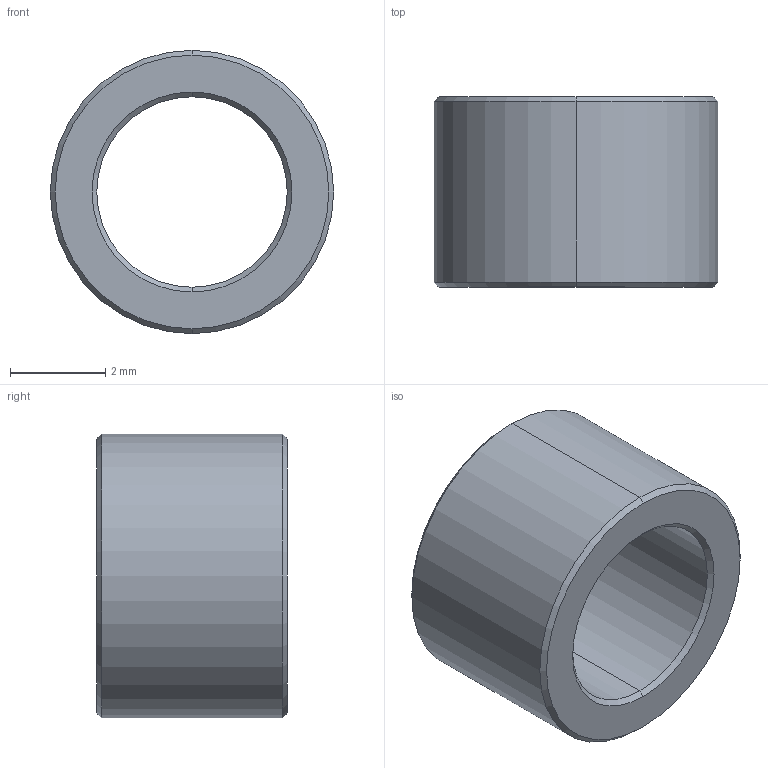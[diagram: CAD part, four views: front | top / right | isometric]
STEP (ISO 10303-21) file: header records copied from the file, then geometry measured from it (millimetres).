
FILE_DESCRIPTION (( 'STEP AP203' ), '1' );
FILE_NAME ('1502-0006-0004.STEP', '2017-04-06T18:49:53', ( '' ), ( '' ), 'SwSTEP 2.0', 'SolidWorks 2016', '' );
FILE_SCHEMA (( 'CONFIG_CONTROL_DESIGN' ));
Length unit declared in the file: millimetre
Products named in the file (1): 1502-0006-0004
Bounding box: 5.95 x 4 x 5.95 mm (x, y, z)
Volume: 60.6 mm3; surface area: 151.9 mm2
Topology: 1 solids, 1 shells, 14 faces, 28 edges, 16 vertices
Faces by surface type: cone 8, cylinder 4, plane 2
Entity records: 445 total; most frequent: DIRECTION 74, CARTESIAN_POINT 59, ORIENTED_EDGE 56, AXIS2_PLACEMENT_3D 31, EDGE_CURVE 28, VERTEX_POINT 16, EDGE_LOOP 16, CIRCLE 16
